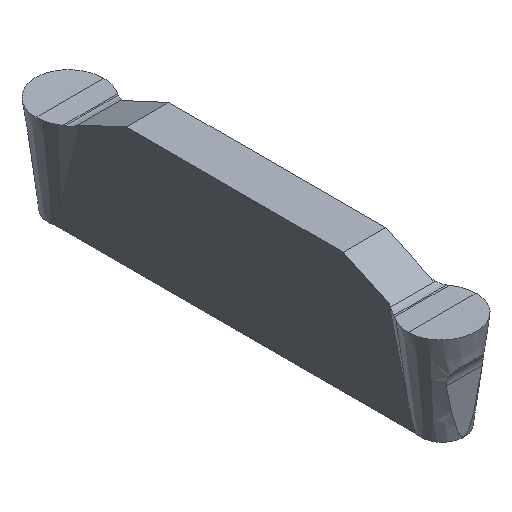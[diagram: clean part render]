
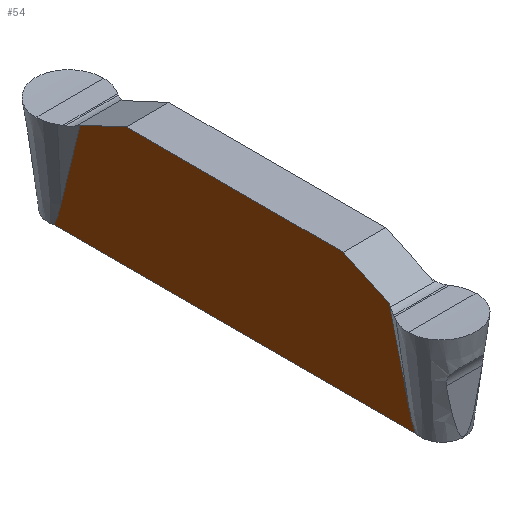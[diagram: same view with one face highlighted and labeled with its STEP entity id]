
A CAD part, isometric view. The second image highlights one B-rep face of the part: STEP entity #54.
In plain terms, the highlighted planar face has unit normal (-1, 0, 0).
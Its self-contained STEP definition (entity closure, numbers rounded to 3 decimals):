
#54=ADVANCED_FACE('SIDE_IB_1_SU5',(#92),#78,.F.);
#78=PLANE('',#494);
#92=FACE_OUTER_BOUND('',#114,.T.);
#114=EDGE_LOOP('',(#147,#148,#149,#150,#151,#152,#153,#154));
#147=ORIENTED_EDGE('',*,*,#307,.F.);
#148=ORIENTED_EDGE('',*,*,#308,.F.);
#149=ORIENTED_EDGE('',*,*,#309,.F.);
#150=ORIENTED_EDGE('',*,*,#310,.F.);
#151=ORIENTED_EDGE('',*,*,#311,.F.);
#152=ORIENTED_EDGE('',*,*,#312,.F.);
#153=ORIENTED_EDGE('',*,*,#313,.F.);
#154=ORIENTED_EDGE('',*,*,#314,.F.);
#267=VERTEX_POINT('',#697);
#268=VERTEX_POINT('',#698);
#269=VERTEX_POINT('',#700);
#270=VERTEX_POINT('',#705);
#271=VERTEX_POINT('',#707);
#272=VERTEX_POINT('',#712);
#273=VERTEX_POINT('',#714);
#274=VERTEX_POINT('',#716);
#307=EDGE_CURVE('',#267,#268,#365,.T.);
#308=EDGE_CURVE('',#269,#267,#366,.T.);
#309=EDGE_CURVE('',#270,#269,#447,.T.);
#310=EDGE_CURVE('',#271,#270,#367,.T.);
#311=EDGE_CURVE('',#272,#271,#448,.T.);
#312=EDGE_CURVE('',#273,#272,#368,.T.);
#313=EDGE_CURVE('',#274,#273,#369,.T.);
#314=EDGE_CURVE('',#268,#274,#370,.T.);
#365=LINE('',#696,#401);
#366=LINE('',#699,#402);
#367=LINE('',#706,#403);
#368=LINE('',#713,#404);
#369=LINE('',#715,#405);
#370=LINE('',#717,#406);
#401=VECTOR('',#527,1.);
#402=VECTOR('',#528,1.);
#403=VECTOR('',#529,1.);
#404=VECTOR('',#530,1.);
#405=VECTOR('',#531,1.);
#406=VECTOR('',#532,1.);
#447=B_SPLINE_CURVE_WITH_KNOTS('',3,(#701,#702,#703,#704),.UNSPECIFIED.,
 .F.,.F.,(4,4),(0.,1.),.UNSPECIFIED.);
#448=B_SPLINE_CURVE_WITH_KNOTS('',3,(#708,#709,#710,#711),.UNSPECIFIED.,
 .F.,.F.,(4,4),(0.,1.),.UNSPECIFIED.);
#494=AXIS2_PLACEMENT_3D('',#718,#533,#534);
#527=DIRECTION('',(0.,-0.906,0.423));
#528=DIRECTION('',(0.,-0.238,0.971));
#529=DIRECTION('',(0.,1.,0.));
#530=DIRECTION('',(0.,-0.238,-0.971));
#531=DIRECTION('',(0.,-0.906,-0.423));
#532=DIRECTION('',(0.,-1.,0.));
#533=DIRECTION('',(1.,0.,0.));
#534=DIRECTION('',(0.,0.,-1.));
#696=CARTESIAN_POINT('',(-1.,1.347,2.888));
#697=CARTESIAN_POINT('',(-1.,7.267,0.128));
#698=CARTESIAN_POINT('',(-1.,5.096,1.14));
#699=CARTESIAN_POINT('',(-1.,6.883,1.69));
#700=CARTESIAN_POINT('',(-1.,8.169,-3.545));
#701=CARTESIAN_POINT('',(-1.,8.489,-4.54));
#702=CARTESIAN_POINT('',(-1.,8.33,-4.218));
#703=CARTESIAN_POINT('',(-1.,8.251,-3.881));
#704=CARTESIAN_POINT('',(-1.,8.169,-3.545));
#705=CARTESIAN_POINT('',(-1.,8.489,-4.54));
#706=CARTESIAN_POINT('',(-1.,0.,-4.54));
#707=CARTESIAN_POINT('',(-1.,-8.489,-4.54));
#708=CARTESIAN_POINT('',(-1.,-8.169,-3.545));
#709=CARTESIAN_POINT('',(-1.,-8.251,-3.881));
#710=CARTESIAN_POINT('',(-1.,-8.33,-4.218));
#711=CARTESIAN_POINT('',(-1.,-8.489,-4.54));
#712=CARTESIAN_POINT('',(-1.,-8.169,-3.545));
#713=CARTESIAN_POINT('',(-1.,-6.883,1.69));
#714=CARTESIAN_POINT('',(-1.,-7.267,0.128));
#715=CARTESIAN_POINT('',(-1.,-1.347,2.888));
#716=CARTESIAN_POINT('',(-1.,-5.096,1.14));
#717=CARTESIAN_POINT('',(-1.,0.,1.14));
#718=CARTESIAN_POINT('',(-1.,0.,0.));
